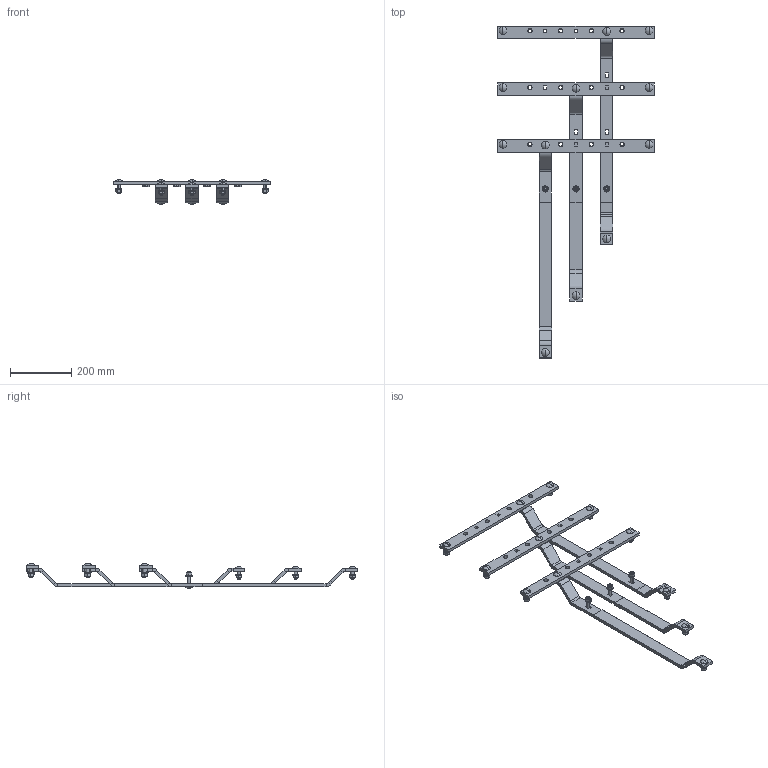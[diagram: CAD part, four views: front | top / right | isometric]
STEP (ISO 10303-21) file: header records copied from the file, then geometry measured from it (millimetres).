
FILE_DESCRIPTION(('STEP AP214'),'1');
FILE_NAME('cctmp_6259E0F6-CD84-413E-9D64-7072B5DB6DA1_2024_06_07_11_32_02_0390..stp','2024-06-07T09:32:03',('SIEMENS A&D'),('CADClick - www.CADClick.com'),'Spatial InterOp 3D',' ','unknown authorization');
FILE_SCHEMA(('AUTOMOTIVE_DESIGN'));
Length unit declared in the file: millimetre
Products named in the file (23): cc_unnamed; 2024_06_07_11_32_02_0358; 2024_06_07_11_32_02_0317; 2024_06_07_11_32_02_0276; 2024_06_07_11_32_02_0236; 2024_06_07_11_32_02_0195; 2024_06_07_11_32_02_0155; 2024_06_07_11_32_02_0114; 2024_06_07_11_32_02_0073; 2024_06_07_11_32_02_0032; 2024_06_07_11_32_01_0991; 2024_06_07_11_32_01_0950; 2024_06_07_11_32_01_0909; 2024_06_07_11_32_01_0868; 2024_06_07_11_32_01_0786; 2024_06_07_11_32_01_0745; 2024_06_07_11_32_01_0704; 2024_06_07_11_32_01_0663; 2024_06_07_11_32_01_0622; 2024_06_07_11_32_01_0581; 2024_06_07_11_32_01_0540; 2024_06_07_11_32_01_0499; 2024_06_07_11_32_01_0458
Assembly tree (22 placements, depth 2):
  cc_unnamed
    2024_06_07_11_32_02_0358
    2024_06_07_11_32_02_0317
    2024_06_07_11_32_02_0276
    2024_06_07_11_32_02_0236
    2024_06_07_11_32_02_0195
    2024_06_07_11_32_02_0155
    2024_06_07_11_32_02_0114
    2024_06_07_11_32_02_0073
    2024_06_07_11_32_02_0032
    2024_06_07_11_32_01_0991
    2024_06_07_11_32_01_0950
    2024_06_07_11_32_01_0909
    2024_06_07_11_32_01_0868
    2024_06_07_11_32_01_0786
    2024_06_07_11_32_01_0745
    2024_06_07_11_32_01_0704
    2024_06_07_11_32_01_0663
    2024_06_07_11_32_01_0622
    2024_06_07_11_32_01_0581
    2024_06_07_11_32_01_0540
    2024_06_07_11_32_01_0499
    2024_06_07_11_32_01_0458
Bounding box: 508 x 1081 x 80.76 mm (x, y, z)
Volume: 1905916.9 mm3; surface area: 528672.4 mm2
Topology: 24 solids, 24 shells, 1059 faces, 2367 edges, 1476 vertices
Faces by surface type: plane 621, cone 210, cylinder 198, sphere 30
Entity records: 38644 total; most frequent: CARTESIAN_POINT 6365, DIRECTION 4822, ORIENTED_EDGE 4734, EDGE_CURVE 2367, AXIS2_PLACEMENT_3D 1733, VERTEX_POINT 1476, LINE 1356, VECTOR 1356
